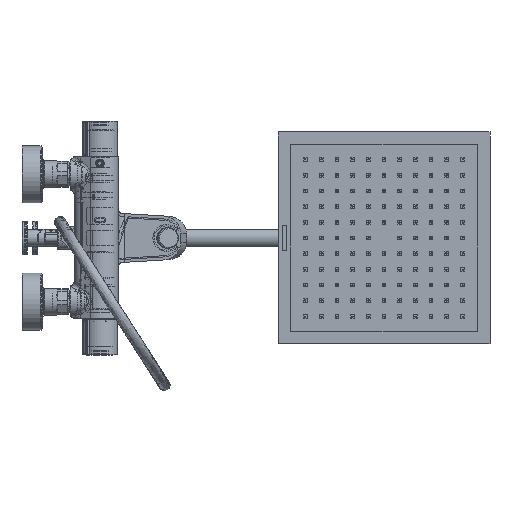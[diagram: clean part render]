
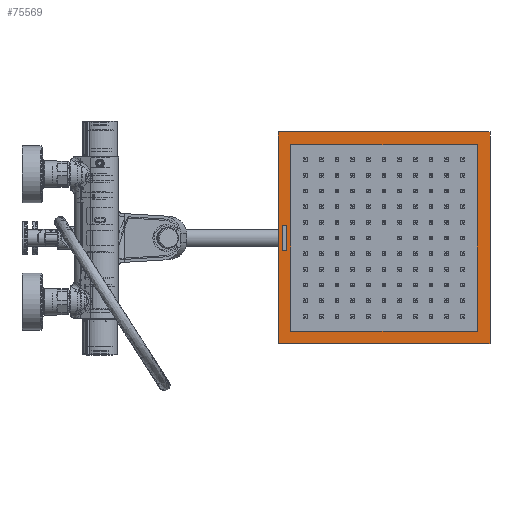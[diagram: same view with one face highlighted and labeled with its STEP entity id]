
A CAD part, front view. The second image highlights one B-rep face of the part: STEP entity #75569.
In plain terms, the highlighted planar face has unit normal (0, -1, 0).
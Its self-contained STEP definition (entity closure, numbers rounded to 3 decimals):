
#1026 = ORIENTED_EDGE ( 'NONE', *, *, #119643, .T. ) ;
#1668 = CARTESIAN_POINT ( 'NONE',  ( 225., 1103.633, 110. ) ) ;
#2401 = FACE_BOUND ( 'NONE', #57013, .T. ) ;
#2973 = EDGE_CURVE ( 'NONE', #49367, #26820, #17252, .T. ) ;
#3914 = VERTEX_POINT ( 'NONE', #75967 ) ;
#7135 = EDGE_LOOP ( 'NONE', ( #49943, #33410, #71309, #1026 ) ) ;
#10261 = LINE ( 'NONE', #103110, #60261 ) ;
#11756 = EDGE_CURVE ( 'NONE', #113541, #33463, #135537, .T. ) ;
#14323 = DIRECTION ( 'NONE',  ( -1., 0., 0. ) ) ;
#14565 = CARTESIAN_POINT ( 'NONE',  ( 225., 1103.633, 110. ) ) ;
#14931 = EDGE_LOOP ( 'NONE', ( #90371, #25059, #126105, #24390 ) ) ;
#17252 = LINE ( 'NONE', #34304, #70583 ) ;
#20505 = CARTESIAN_POINT ( 'NONE',  ( 210., 1103.633, 125. ) ) ;
#21570 = EDGE_CURVE ( 'NONE', #43184, #137899, #33750, .T. ) ;
#22155 = VECTOR ( 'NONE', #26095, 1000. ) ;
#23522 = EDGE_CURVE ( 'NONE', #33463, #43184, #79756, .T. ) ;
#24390 = ORIENTED_EDGE ( 'NONE', *, *, #40743, .F. ) ;
#25059 = ORIENTED_EDGE ( 'NONE', *, *, #64215, .F. ) ;
#26095 = DIRECTION ( 'NONE',  ( 0., 0., 1. ) ) ;
#26434 = LINE ( 'NONE', #85949, #29601 ) ;
#26820 = VERTEX_POINT ( 'NONE', #65552 ) ;
#28537 = CARTESIAN_POINT ( 'NONE',  ( 215., 1103.633, 15. ) ) ;
#29601 = VECTOR ( 'NONE', #127496, 1000. ) ;
#33410 = ORIENTED_EDGE ( 'NONE', *, *, #98563, .T. ) ;
#33463 = VERTEX_POINT ( 'NONE', #79813 ) ;
#33750 = LINE ( 'NONE', #55277, #125452 ) ;
#34304 = CARTESIAN_POINT ( 'NONE',  ( 210., 1103.633, -125. ) ) ;
#40006 = VECTOR ( 'NONE', #51572, 1000. ) ;
#40743 = EDGE_CURVE ( 'NONE', #131879, #86192, #62334, .T. ) ;
#43184 = VERTEX_POINT ( 'NONE', #28537 ) ;
#43444 = LINE ( 'NONE', #1668, #48467 ) ;
#45401 = ORIENTED_EDGE ( 'NONE', *, *, #60315, .F. ) ;
#47385 = FACE_OUTER_BOUND ( 'NONE', #7135, .T. ) ;
#48467 = VECTOR ( 'NONE', #76043, 1000. ) ;
#49246 = LINE ( 'NONE', #57036, #77517 ) ;
#49367 = VERTEX_POINT ( 'NONE', #79862 ) ;
#49943 = ORIENTED_EDGE ( 'NONE', *, *, #2973, .T. ) ;
#50992 = VERTEX_POINT ( 'NONE', #61722 ) ;
#51090 = CARTESIAN_POINT ( 'NONE',  ( 210., 1103.633, 125. ) ) ;
#51572 = DIRECTION ( 'NONE',  ( -1., 0., 0. ) ) ;
#51644 = VERTEX_POINT ( 'NONE', #20505 ) ;
#52018 = DIRECTION ( 'NONE',  ( 0., 0., -1. ) ) ;
#53167 = DIRECTION ( 'NONE',  ( 0., 0., 1. ) ) ;
#53346 = EDGE_CURVE ( 'NONE', #50992, #131879, #49246, .T. ) ;
#55156 = VECTOR ( 'NONE', #52018, 1000. ) ;
#55277 = CARTESIAN_POINT ( 'NONE',  ( 215., 1103.633, 0. ) ) ;
#56816 = AXIS2_PLACEMENT_3D ( 'NONE', #73123, #125853, #53167 ) ;
#57013 = EDGE_LOOP ( 'NONE', ( #45401, #127546, #59359, #125857 ) ) ;
#57036 = CARTESIAN_POINT ( 'NONE',  ( 445., 1103.633, -110. ) ) ;
#59359 = ORIENTED_EDGE ( 'NONE', *, *, #23522, .F. ) ;
#60261 = VECTOR ( 'NONE', #110608, 1000. ) ;
#60315 = EDGE_CURVE ( 'NONE', #137899, #113541, #26434, .T. ) ;
#60903 = CARTESIAN_POINT ( 'NONE',  ( 210., 1103.633, 125. ) ) ;
#61722 = CARTESIAN_POINT ( 'NONE',  ( 225., 1103.633, -110. ) ) ;
#62334 = LINE ( 'NONE', #109352, #132412 ) ;
#63426 = PLANE ( 'NONE',  #56816 ) ;
#64215 = EDGE_CURVE ( 'NONE', #104710, #50992, #43444, .T. ) ;
#65552 = CARTESIAN_POINT ( 'NONE',  ( 460., 1103.633, -125. ) ) ;
#68492 = VECTOR ( 'NONE', #125776, 1000. ) ;
#70583 = VECTOR ( 'NONE', #77614, 1000. ) ;
#71309 = ORIENTED_EDGE ( 'NONE', *, *, #99694, .T. ) ;
#73123 = CARTESIAN_POINT ( 'NONE',  ( 335., 1103.633, 0. ) ) ;
#75569 = ADVANCED_FACE ( 'NONE', ( #107317, #47385, #2401 ), #63426, .F. ) ;
#75967 = CARTESIAN_POINT ( 'NONE',  ( 460., 1103.633, 125. ) ) ;
#76043 = DIRECTION ( 'NONE',  ( 0., 0., -1. ) ) ;
#77517 = VECTOR ( 'NONE', #89545, 1000. ) ;
#77614 = DIRECTION ( 'NONE',  ( 1., 0., 0. ) ) ;
#79756 = LINE ( 'NONE', #119534, #86409 ) ;
#79813 = CARTESIAN_POINT ( 'NONE',  ( 220., 1103.633, 15. ) ) ;
#79862 = CARTESIAN_POINT ( 'NONE',  ( 210., 1103.633, -125. ) ) ;
#85949 = CARTESIAN_POINT ( 'NONE',  ( 335., 1103.633, -15. ) ) ;
#86192 = VERTEX_POINT ( 'NONE', #117051 ) ;
#86409 = VECTOR ( 'NONE', #14323, 1000. ) ;
#86983 = CARTESIAN_POINT ( 'NONE',  ( 215., 1103.633, -15. ) ) ;
#89545 = DIRECTION ( 'NONE',  ( 1., 0., 0. ) ) ;
#90371 = ORIENTED_EDGE ( 'NONE', *, *, #53346, .F. ) ;
#93405 = LINE ( 'NONE', #51090, #55156 ) ;
#98563 = EDGE_CURVE ( 'NONE', #26820, #3914, #10261, .T. ) ;
#98677 = CARTESIAN_POINT ( 'NONE',  ( 445., 1103.633, -110. ) ) ;
#99274 = EDGE_CURVE ( 'NONE', #86192, #104710, #130177, .T. ) ;
#99694 = EDGE_CURVE ( 'NONE', #3914, #51644, #103381, .T. ) ;
#99910 = CARTESIAN_POINT ( 'NONE',  ( 220., 1103.633, -15. ) ) ;
#103110 = CARTESIAN_POINT ( 'NONE',  ( 460., 1103.633, 125. ) ) ;
#103381 = LINE ( 'NONE', #60903, #40006 ) ;
#104314 = CARTESIAN_POINT ( 'NONE',  ( 445., 1103.633, 110. ) ) ;
#104710 = VERTEX_POINT ( 'NONE', #14565 ) ;
#107317 = FACE_BOUND ( 'NONE', #14931, .T. ) ;
#107954 = DIRECTION ( 'NONE',  ( 0., 0., 1. ) ) ;
#109352 = CARTESIAN_POINT ( 'NONE',  ( 445., 1103.633, 110. ) ) ;
#110608 = DIRECTION ( 'NONE',  ( 0., 0., 1. ) ) ;
#110821 = CARTESIAN_POINT ( 'NONE',  ( 220., 1103.633, 0. ) ) ;
#113541 = VERTEX_POINT ( 'NONE', #99910 ) ;
#117051 = CARTESIAN_POINT ( 'NONE',  ( 445., 1103.633, 110. ) ) ;
#119534 = CARTESIAN_POINT ( 'NONE',  ( 335., 1103.633, 15. ) ) ;
#119643 = EDGE_CURVE ( 'NONE', #51644, #49367, #93405, .T. ) ;
#120424 = DIRECTION ( 'NONE',  ( 0., 0., -1. ) ) ;
#125452 = VECTOR ( 'NONE', #120424, 1000. ) ;
#125776 = DIRECTION ( 'NONE',  ( -1., 0., 0. ) ) ;
#125853 = DIRECTION ( 'NONE',  ( 0., 1., 0. ) ) ;
#125857 = ORIENTED_EDGE ( 'NONE', *, *, #11756, .F. ) ;
#126105 = ORIENTED_EDGE ( 'NONE', *, *, #99274, .F. ) ;
#127496 = DIRECTION ( 'NONE',  ( 1., 0., 0. ) ) ;
#127546 = ORIENTED_EDGE ( 'NONE', *, *, #21570, .F. ) ;
#130177 = LINE ( 'NONE', #104314, #68492 ) ;
#131879 = VERTEX_POINT ( 'NONE', #98677 ) ;
#132412 = VECTOR ( 'NONE', #107954, 1000. ) ;
#135537 = LINE ( 'NONE', #110821, #22155 ) ;
#137899 = VERTEX_POINT ( 'NONE', #86983 ) ;
